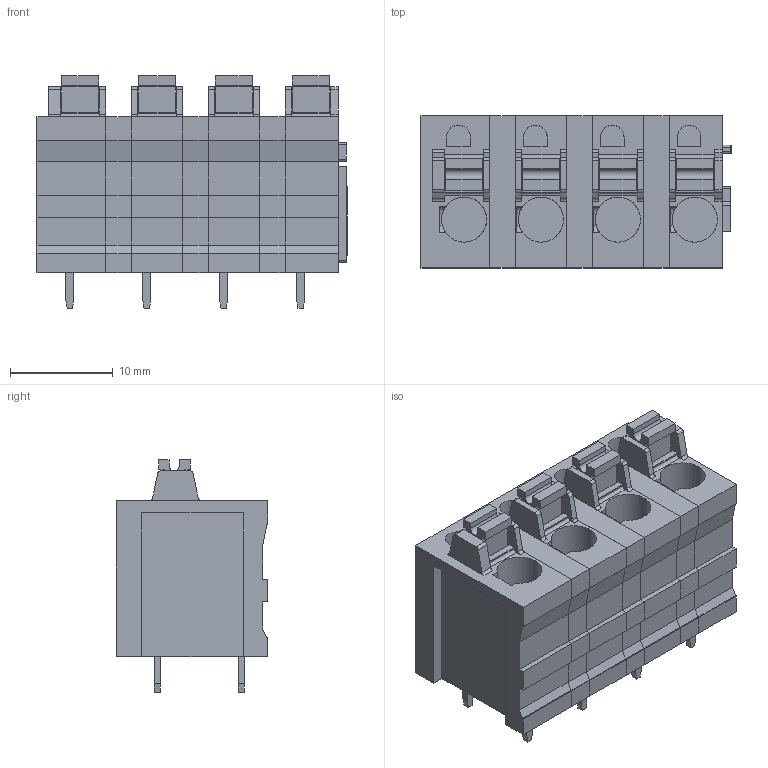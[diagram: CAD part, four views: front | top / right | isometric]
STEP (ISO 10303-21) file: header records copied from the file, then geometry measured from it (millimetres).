
FILE_DESCRIPTION(('CATIA V5 STEP Exchange','CAx-IF Rec.Pracs.--- Model Styling and Organization---1.4--- 2014-01-23'),'2;1');
FILE_NAME ('1296376-1_0', '2022-05-31T06:20:54+00:00', ('none'), ('Weidmueller'), 'CATIA Version 5-6 Release 2016 SP3 HF44', 'CATIA V5 STEP AP214', 'none');
FILE_SCHEMA(('AUTOMOTIVE_DESIGN { 1 0 10303 214 1 1 1 1 }'));
Length unit declared in the file: millimetre
Products named in the file (1): 2774560000
Bounding box: 30.23 x 14.8 x 22.7 mm (x, y, z)
Volume: 6155.3 mm3; surface area: 6193.1 mm2
Topology: 19 solids, 19 shells, 442 faces, 1179 edges, 786 vertices
Faces by surface type: plane 351, cylinder 91
Entity records: 13583 total; most frequent: CARTESIAN_POINT 2698, ORIENTED_EDGE 2358, DIRECTION 1934, EDGE_CURVE 1179, VECTOR 989, LINE 989, VERTEX_POINT 786, AXIS2_PLACEMENT_3D 551
